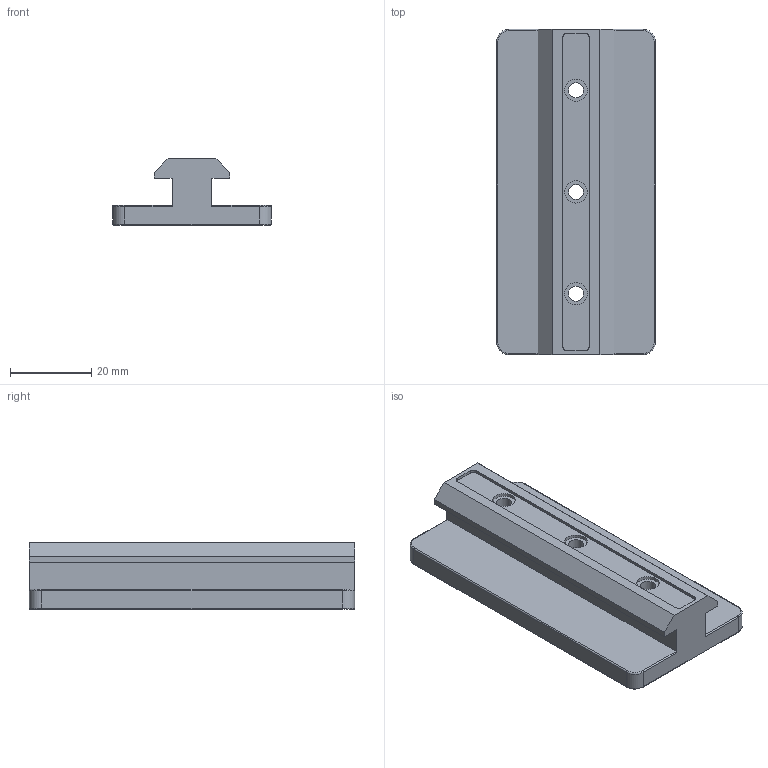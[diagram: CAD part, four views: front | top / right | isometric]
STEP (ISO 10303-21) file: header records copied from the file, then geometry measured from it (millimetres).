
FILE_DESCRIPTION( ('This file contains a STEP AP42 implementation' ,'as created by ZW3D STEP Interface translator.') ,'2;1' );
FILE_NAME( '395.1500A.01.stp' ,'23 131.153359', (''), ('ZWCAD Software Co.'), 'Version 1.0', 'ZW3D to STEP translator', '' );
FILE_SCHEMA(('AUTOMOTIVE_DESIGN { 1 0 10303 214 1 1 1 1 }'));
Length unit declared in the file: millimetre
Products named in the file (2): 0; 395.1500A.01
Bounding box: 39 x 80 x 16.4 mm (x, y, z)
Volume: 25634.7 mm3; surface area: 11203.1 mm2
Topology: 1 solids, 1 shells, 71 faces, 167 edges, 106 vertices
Faces by surface type: plane 32, cylinder 31, torus 8
Full cylindrical faces by diameter (mm): 3.7 x3, 5.5 x6
Entity records: 2168 total; most frequent: DIRECTION 379, CARTESIAN_POINT 360, ORIENTED_EDGE 334, EDGE_CURVE 167, AXIS2_PLACEMENT_3D 141, VERTEX_POINT 106, VECTOR 97, LINE 97
